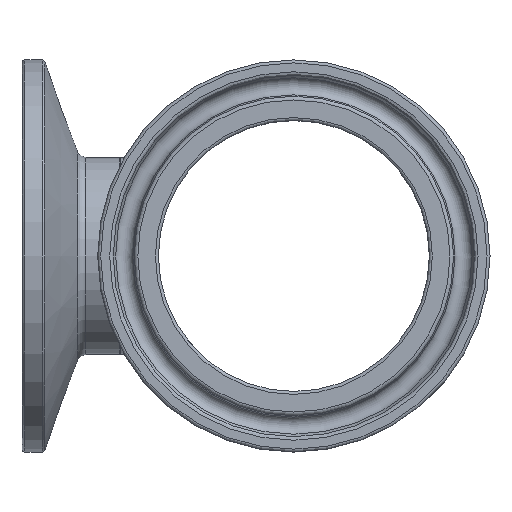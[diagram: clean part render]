
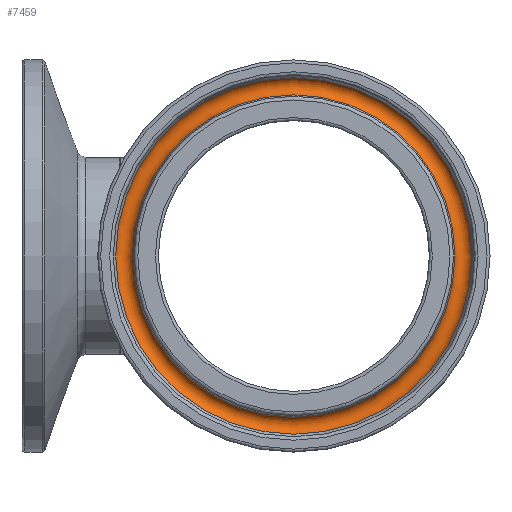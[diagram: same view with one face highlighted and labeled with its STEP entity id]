
A CAD part, left-side view. The second image highlights one B-rep face of the part: STEP entity #7459.
In plain terms, the highlighted toroidal (fillet/blend) face has major radius 21.819 mm and minor radius 1.194 mm.
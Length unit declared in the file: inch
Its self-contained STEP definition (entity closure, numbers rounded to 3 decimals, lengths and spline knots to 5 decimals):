
#48=TOROIDAL_SURFACE('',#7964,0.859,0.047);
#190=FACE_BOUND('',#1483,.T.);
#963=FACE_OUTER_BOUND('',#1482,.T.);
#1482=EDGE_LOOP('',(#6937));
#1483=EDGE_LOOP('',(#6938));
#3016=CIRCLE('',#7958,0.81483);
#3018=CIRCLE('',#7962,0.90124);
#3748=VERTEX_POINT('',#16028);
#3750=VERTEX_POINT('',#16034);
#4816=EDGE_CURVE('',#3748,#3748,#3016,.T.);
#4818=EDGE_CURVE('',#3750,#3750,#3018,.T.);
#6937=ORIENTED_EDGE('',*,*,#4818,.T.);
#6938=ORIENTED_EDGE('',*,*,#4816,.F.);
#7459=ADVANCED_FACE('',(#963,#190),#48,.F.);
#7958=AXIS2_PLACEMENT_3D('',#16029,#9448,#9449);
#7962=AXIS2_PLACEMENT_3D('',#16035,#9456,#9457);
#7964=AXIS2_PLACEMENT_3D('',#16037,#9460,#9461);
#9448=DIRECTION('center_axis',(-1.,0.,0.));
#9449=DIRECTION('ref_axis',(0.,0.,
1.));
#9456=DIRECTION('center_axis',(-1.,0.,0.));
#9457=DIRECTION('ref_axis',(0.,0.,
1.));
#9460=DIRECTION('center_axis',(-1.,0.,0.));
#9461=DIRECTION('ref_axis',(0.,0.,1.));
#16028=CARTESIAN_POINT('',(-2.71793,0.81483,0.));
#16029=CARTESIAN_POINT('Origin',(-2.71793,0.,
0.));
#16034=CARTESIAN_POINT('',(-2.7134,0.90124,0.));
#16035=CARTESIAN_POINT('Origin',(-2.7134,0.,
0.));
#16037=CARTESIAN_POINT('Origin',(-2.734,0.,0.));
